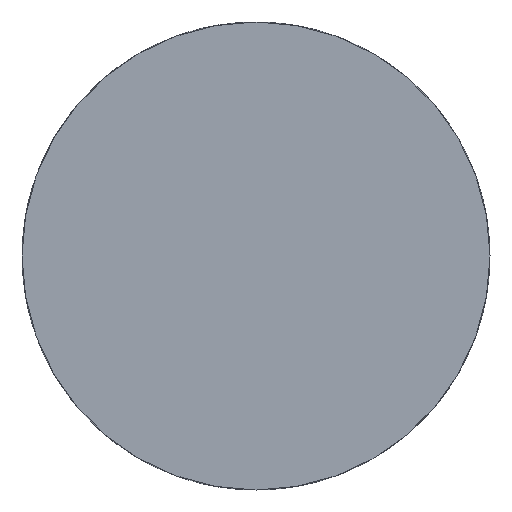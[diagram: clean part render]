
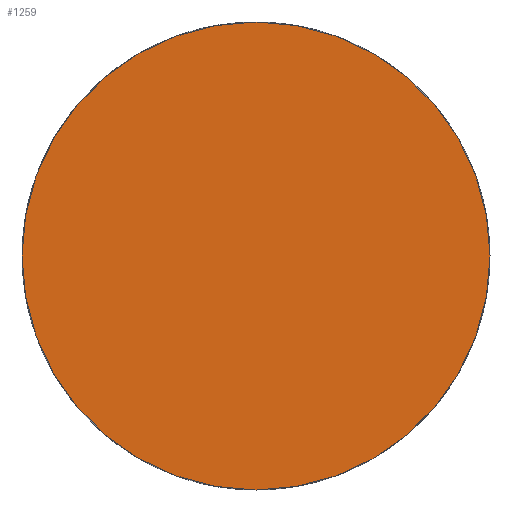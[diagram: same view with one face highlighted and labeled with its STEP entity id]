
A CAD part, front view. The second image highlights one B-rep face of the part: STEP entity #1259.
In plain terms, the highlighted planar face has unit normal (0, -1, 0).
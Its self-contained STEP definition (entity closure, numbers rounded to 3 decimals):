
#23=PLANE('',#1350);
#63=FACE_OUTER_BOUND('',#132,.T.);
#132=EDGE_LOOP('',(#873));
#455=CIRCLE('',#1351,81.);
#529=VERTEX_POINT('',#1917);
#665=EDGE_CURVE('',#529,#529,#455,.T.);
#873=ORIENTED_EDGE('',*,*,#665,.F.);
#1259=ADVANCED_FACE('',(#63),#23,.T.);
#1350=AXIS2_PLACEMENT_3D('',#1916,#1520,#1521);
#1351=AXIS2_PLACEMENT_3D('',#1918,#1522,#1523);
#1520=DIRECTION('center_axis',(0.,-1.,0.));
#1521=DIRECTION('ref_axis',(1.,0.,0.));
#1522=DIRECTION('center_axis',(0.,1.,0.));
#1523=DIRECTION('ref_axis',(1.,0.,0.));
#1916=CARTESIAN_POINT('Origin',(0.,-18.7,0.));
#1917=CARTESIAN_POINT('',(-81.,-18.7,0.));
#1918=CARTESIAN_POINT('Origin',(0.,-18.7,0.));
